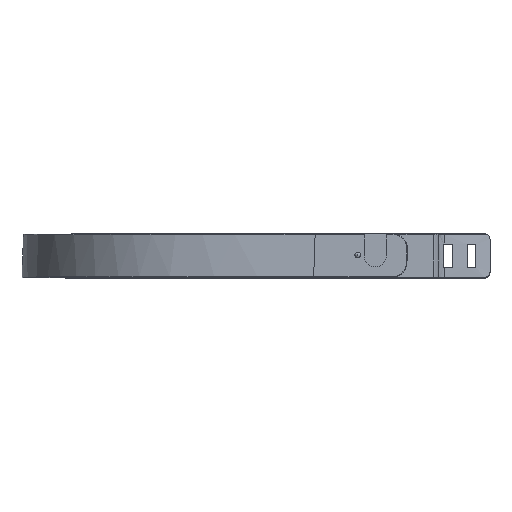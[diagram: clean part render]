
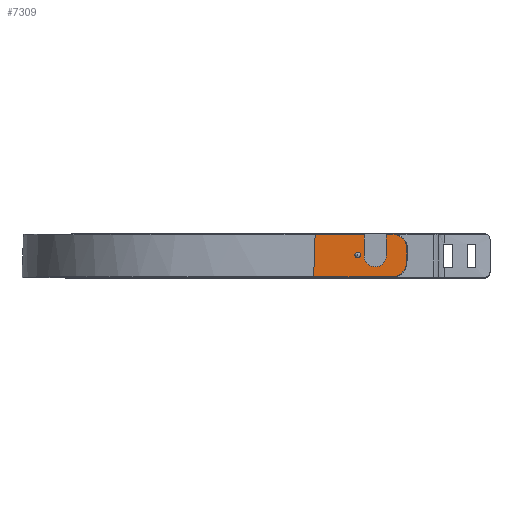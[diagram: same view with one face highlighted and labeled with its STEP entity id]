
A CAD part, top view. The second image highlights one B-rep face of the part: STEP entity #7309.
In plain terms, the highlighted planar face has unit normal (0, 0, 1).
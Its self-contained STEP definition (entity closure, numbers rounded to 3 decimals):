
#298=FACE_BOUND('',#1333,.T.);
#299=FACE_BOUND('',#1334,.T.);
#300=FACE_BOUND('',#1335,.T.);
#372=CIRCLE('',#7794,4.8);
#374=CIRCLE('',#7798,4.8);
#377=CIRCLE('',#7807,1.);
#378=CIRCLE('',#7808,1.);
#379=CIRCLE('',#7809,1.);
#380=CIRCLE('',#7810,1.);
#381=CIRCLE('',#7811,3.25);
#873=FACE_OUTER_BOUND('',#1332,.T.);
#1332=EDGE_LOOP('',(#5635,#5636,#5637,#5638,#5639,#5640));
#1333=EDGE_LOOP('',(#5641,#5642));
#1334=EDGE_LOOP('',(#5643,#5644));
#1335=EDGE_LOOP('',(#5645));
#1806=LINE('',#14657,#2260);
#1808=LINE('',#14666,#2262);
#1812=LINE('',#14676,#2266);
#1830=LINE('',#15648,#2284);
#2260=VECTOR('',#8561,10.);
#2262=VECTOR('',#8571,10.);
#2266=VECTOR('',#8583,10.);
#2284=VECTOR('',#8615,10.);
#3200=VERTEX_POINT('',#14137);
#3201=VERTEX_POINT('',#14650);
#3204=VERTEX_POINT('',#14655);
#3205=VERTEX_POINT('',#14659);
#3207=VERTEX_POINT('',#14665);
#3209=VERTEX_POINT('',#14671);
#3238=VERTEX_POINT('',#15649);
#3239=VERTEX_POINT('',#15650);
#3240=VERTEX_POINT('',#15653);
#3241=VERTEX_POINT('',#15654);
#3242=VERTEX_POINT('',#15657);
#4061=EDGE_CURVE('',#3204,#3201,#1806,.T.);
#4064=EDGE_CURVE('',#3201,#3205,#372,.T.);
#4065=EDGE_CURVE('',#3205,#3207,#1808,.T.);
#4070=EDGE_CURVE('',#3207,#3209,#374,.T.);
#4071=EDGE_CURVE('',#3209,#3200,#1812,.T.);
#4108=EDGE_CURVE('',#3204,#3200,#1830,.T.);
#4109=EDGE_CURVE('',#3238,#3239,#377,.T.);
#4110=EDGE_CURVE('',#3239,#3238,#378,.T.);
#4111=EDGE_CURVE('',#3240,#3241,#379,.T.);
#4112=EDGE_CURVE('',#3241,#3240,#380,.T.);
#4113=EDGE_CURVE('',#3242,#3242,#381,.T.);
#5635=ORIENTED_EDGE('',*,*,#4071,.F.);
#5636=ORIENTED_EDGE('',*,*,#4070,.F.);
#5637=ORIENTED_EDGE('',*,*,#4065,.F.);
#5638=ORIENTED_EDGE('',*,*,#4064,.F.);
#5639=ORIENTED_EDGE('',*,*,#4061,.F.);
#5640=ORIENTED_EDGE('',*,*,#4108,.T.);
#5641=ORIENTED_EDGE('',*,*,#4109,.F.);
#5642=ORIENTED_EDGE('',*,*,#4110,.F.);
#5643=ORIENTED_EDGE('',*,*,#4111,.F.);
#5644=ORIENTED_EDGE('',*,*,#4112,.F.);
#5645=ORIENTED_EDGE('',*,*,#4113,.F.);
#7062=PLANE('',#7806);
#7309=ADVANCED_FACE('',(#873,#298,#299,#300),#7062,.F.);
#7794=AXIS2_PLACEMENT_3D('',#14663,#8567,#8568);
#7798=AXIS2_PLACEMENT_3D('',#14674,#8579,#8580);
#7806=AXIS2_PLACEMENT_3D('',#15647,#8613,#8614);
#7807=AXIS2_PLACEMENT_3D('',#15651,#8616,#8617);
#7808=AXIS2_PLACEMENT_3D('',#15652,#8618,#8619);
#7809=AXIS2_PLACEMENT_3D('',#15655,#8620,#8621);
#7810=AXIS2_PLACEMENT_3D('',#15656,#8622,#8623);
#7811=AXIS2_PLACEMENT_3D('',#15658,#8624,#8625);
#8561=DIRECTION('',(1.,0.,0.));
#8567=DIRECTION('center_axis',(0.,0.,
-1.));
#8568=DIRECTION('ref_axis',(0.719,0.695,0.));
#8571=DIRECTION('',(-0.035,-0.999,0.));
#8579=DIRECTION('center_axis',(0.,0.,
-1.));
#8580=DIRECTION('ref_axis',(0.695,-0.719,0.));
#8583=DIRECTION('',(-1.,0.,0.));
#8613=DIRECTION('center_axis',(0.,0.,
-1.));
#8614=DIRECTION('ref_axis',(0.999,-0.035,0.));
#8615=DIRECTION('',(-0.035,-0.999,0.));
#8616=DIRECTION('center_axis',(0.,0.,
1.));
#8617=DIRECTION('ref_axis',(-0.999,0.035,0.));
#8618=DIRECTION('center_axis',(0.,0.,
1.));
#8619=DIRECTION('ref_axis',(-0.999,0.035,0.));
#8620=DIRECTION('center_axis',(0.,0.,
1.));
#8621=DIRECTION('ref_axis',(-0.999,0.035,0.));
#8622=DIRECTION('center_axis',(0.,0.,
1.));
#8623=DIRECTION('ref_axis',(-0.999,0.035,0.));
#8624=DIRECTION('center_axis',(0.,0.,
1.));
#8625=DIRECTION('ref_axis',(-0.999,0.035,0.));
#14137=CARTESIAN_POINT('',(-6.268,-14.8,83.186));
#14650=CARTESIAN_POINT('',(21.091,-0.2,83.186));
#14655=CARTESIAN_POINT('',(-5.758,-0.2,83.186));
#14657=CARTESIAN_POINT('',(-23.028,-0.2,83.186));
#14659=CARTESIAN_POINT('',(25.888,-5.168,83.186));
#14663=CARTESIAN_POINT('Origin',(21.091,-5.,83.186));
#14665=CARTESIAN_POINT('',(25.713,-10.168,83.186));
#14666=CARTESIAN_POINT('',(26.055,-0.382,83.186));
#14671=CARTESIAN_POINT('',(20.916,-14.8,83.186));
#14674=CARTESIAN_POINT('Origin',(20.916,-10.,83.186));
#14676=CARTESIAN_POINT('',(-23.042,-14.8,83.186));
#15647=CARTESIAN_POINT('Origin',(-5.725,0.727,83.186));
#15648=CARTESIAN_POINT('',(-6.249,-14.264,83.186));
#15649=CARTESIAN_POINT('',(9.974,-7.326,83.186));
#15650=CARTESIAN_POINT('',(7.975,-7.256,83.186));
#15651=CARTESIAN_POINT('Origin',(8.975,-7.291,83.186));
#15652=CARTESIAN_POINT('Origin',(8.975,-7.291,83.186));
#15653=CARTESIAN_POINT('',(16.209,-1.54,83.186));
#15654=CARTESIAN_POINT('',(14.21,-1.47,83.186));
#15655=CARTESIAN_POINT('Origin',(15.209,-1.505,83.186));
#15656=CARTESIAN_POINT('Origin',(15.209,-1.505,83.186));
#15657=CARTESIAN_POINT('',(18.219,-7.613,83.186));
#15658=CARTESIAN_POINT('Origin',(14.971,-7.5,83.186));
